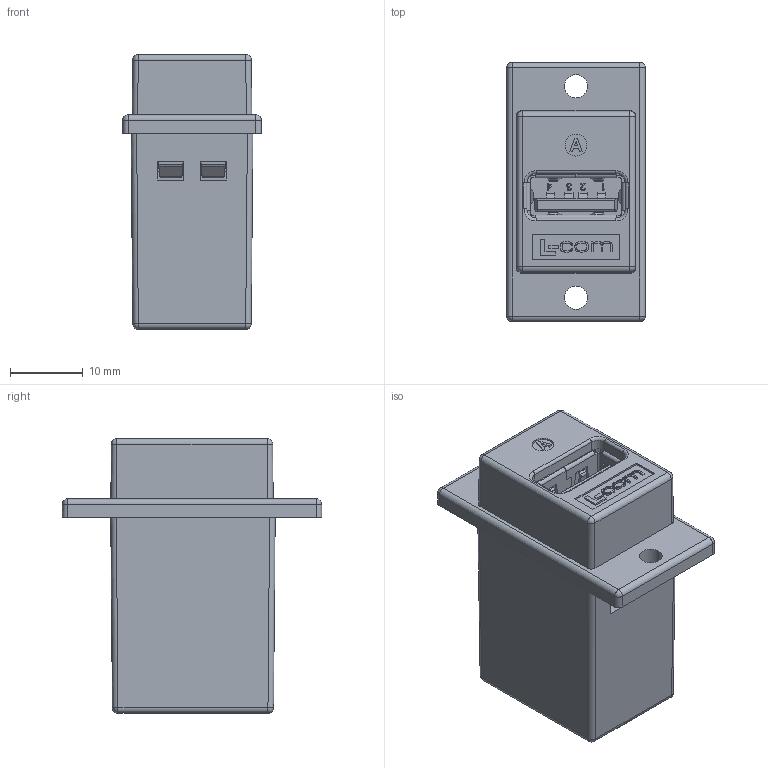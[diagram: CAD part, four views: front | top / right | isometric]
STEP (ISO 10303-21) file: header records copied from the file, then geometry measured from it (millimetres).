
FILE_DESCRIPTION (( 'STEP AP214' ), '1' );
FILE_NAME ('ECF504-UABS-HR.STEP', '2014-09-03T13:44:37', ( 'L-Com' ), ( 'L-Com Global Connectivity' ), 'SwSTEP 2.0', 'SolidWorks 2014', '' );
FILE_SCHEMA (( 'AUTOMOTIVE_DESIGN' ));
Length unit declared in the file: inch
Products named in the file (7): 1AG01-066_TYPE B; 1AG01-065_TYPE A; 3AC11-009; 1BC01-014; 1AA05-033_with pin numbers; 1AA05-019-SUZHOU___; ECF504-UABS-HR
Assembly tree (6 placements, depth 3):
  ECF504-UABS-HR
    3AC11-009
      1AA05-019-SUZHOU___
      1AA05-033_with pin numbers
      1BC01-014
    1AG01-065_TYPE A
    1AG01-066_TYPE B
Bounding box: 19.05 x 35.56 x 37.67 mm (x, y, z)
Volume: 8641.6 mm3; surface area: 11741.5 mm2
Topology: 9 solids, 9 shells, 1749 faces, 4802 edges, 3140 vertices
Faces by surface type: plane 1088, cylinder 346, bspline 261, torus 32, sphere 16, cone 6
Entity records: 72473 total; most frequent: CARTESIAN_POINT 21652, ORIENTED_EDGE 9592, DIRECTION 7638, EDGE_CURVE 4796, VECTOR 3524, LINE 3524, VERTEX_POINT 3140, AXIS2_PLACEMENT_3D 2057
